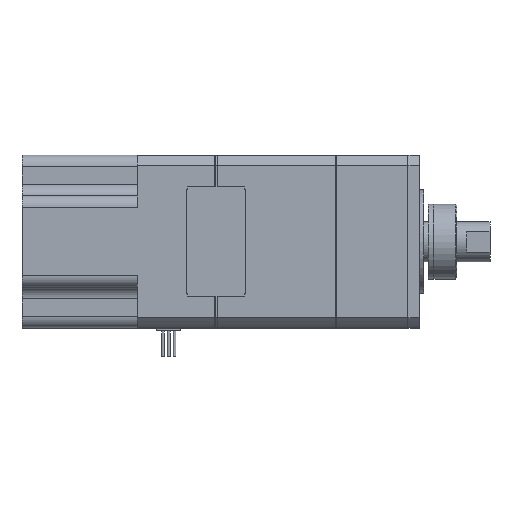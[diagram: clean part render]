
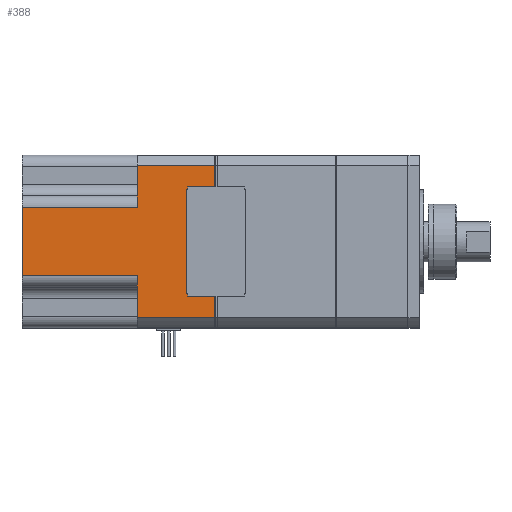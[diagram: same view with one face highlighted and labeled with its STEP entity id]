
A CAD part, top view. The second image highlights one B-rep face of the part: STEP entity #388.
In plain terms, the highlighted planar face has unit normal (0, 0, 1).
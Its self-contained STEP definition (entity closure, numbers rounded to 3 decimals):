
#388 = ADVANCED_FACE( '', ( #1032 ), #1033, .T. );
#1032 = FACE_OUTER_BOUND( '', #1791, .T. );
#1033 = PLANE( '', #1792 );
#1791 = EDGE_LOOP( '', ( #4137, #4138, #4139, #4140, #4141, #4142, #4143, #4144, #4145, #4146, #4147, #4148, #4149, #4150, #4151, #4152 ) );
#1792 = AXIS2_PLACEMENT_3D( '', #4153, #4154, #4155 );
#4137 = ORIENTED_EDGE( '', *, *, #5538, .T. );
#4138 = ORIENTED_EDGE( '', *, *, #5664, .T. );
#4139 = ORIENTED_EDGE( '', *, *, #5667, .T. );
#4140 = ORIENTED_EDGE( '', *, *, #5670, .T. );
#4141 = ORIENTED_EDGE( '', *, *, #5673, .T. );
#4142 = ORIENTED_EDGE( '', *, *, #5676, .T. );
#4143 = ORIENTED_EDGE( '', *, *, #5696, .T. );
#4144 = ORIENTED_EDGE( '', *, *, #5698, .T. );
#4145 = ORIENTED_EDGE( '', *, *, #5348, .T. );
#4146 = ORIENTED_EDGE( '', *, *, #5353, .T. );
#4147 = ORIENTED_EDGE( '', *, *, #5728, .T. );
#4148 = ORIENTED_EDGE( '', *, *, #5729, .T. );
#4149 = ORIENTED_EDGE( '', *, *, #5730, .T. );
#4150 = ORIENTED_EDGE( '', *, *, #5731, .F. );
#4151 = ORIENTED_EDGE( '', *, *, #5732, .T. );
#4152 = ORIENTED_EDGE( '', *, *, #5371, .T. );
#4153 = CARTESIAN_POINT( '', ( 0., 30., 30. ) );
#4154 = DIRECTION( '', ( 0., 0., 1. ) );
#4155 = DIRECTION( '', ( 0., 1., 0. ) );
#5348 = EDGE_CURVE( '', #6564, #6562, #6565, .T. );
#5353 = EDGE_CURVE( '', #6562, #6571, #6573, .T. );
#5371 = EDGE_CURVE( '', #6605, #6603, #6606, .T. );
#5538 = EDGE_CURVE( '', #6603, #6868, #6870, .T. );
#5664 = EDGE_CURVE( '', #6868, #7070, #7071, .T. );
#5667 = EDGE_CURVE( '', #7070, #7075, #7076, .T. );
#5670 = EDGE_CURVE( '', #7075, #7080, #7081, .T. );
#5673 = EDGE_CURVE( '', #7080, #7085, #7086, .T. );
#5676 = EDGE_CURVE( '', #7085, #7090, #7091, .T. );
#5696 = EDGE_CURVE( '', #7090, #7126, #7127, .T. );
#5698 = EDGE_CURVE( '', #7126, #6564, #7129, .T. );
#5728 = EDGE_CURVE( '', #6571, #7172, #7173, .T. );
#5729 = EDGE_CURVE( '', #7172, #7174, #7175, .T. );
#5730 = EDGE_CURVE( '', #7174, #7176, #7177, .T. );
#5731 = EDGE_CURVE( '', #7178, #7176, #7179, .T. );
#5732 = EDGE_CURVE( '', #7178, #6605, #7180, .T. );
#6562 = VERTEX_POINT( '', #8320 );
#6564 = VERTEX_POINT( '', #8322 );
#6565 = LINE( '', #8323, #8324 );
#6571 = VERTEX_POINT( '', #8333 );
#6573 = LINE( '', #8335, #8336 );
#6603 = VERTEX_POINT( '', #8380 );
#6605 = VERTEX_POINT( '', #8382 );
#6606 = LINE( '', #8383, #8384 );
#6868 = VERTEX_POINT( '', #8810 );
#6870 = LINE( '', #8813, #8814 );
#7070 = VERTEX_POINT( '', #9139 );
#7071 = LINE( '', #9140, #9141 );
#7075 = VERTEX_POINT( '', #9147 );
#7076 = LINE( '', #9148, #9149 );
#7080 = VERTEX_POINT( '', #9155 );
#7081 = LINE( '', #9156, #9157 );
#7085 = VERTEX_POINT( '', #9163 );
#7086 = LINE( '', #9164, #9165 );
#7090 = VERTEX_POINT( '', #9171 );
#7091 = LINE( '', #9172, #9173 );
#7126 = VERTEX_POINT( '', #9227 );
#7127 = LINE( '', #9228, #9229 );
#7129 = LINE( '', #9232, #9233 );
#7172 = VERTEX_POINT( '', #9305 );
#7173 = LINE( '', #9306, #9307 );
#7174 = VERTEX_POINT( '', #9308 );
#7175 = LINE( '', #9309, #9310 );
#7176 = VERTEX_POINT( '', #9311 );
#7177 = LINE( '', #9312, #9313 );
#7178 = VERTEX_POINT( '', #9314 );
#7179 = LINE( '', #9315, #9316 );
#7180 = LINE( '', #9317, #9318 );
#8320 = CARTESIAN_POINT( '', ( -71., 26.458, 30. ) );
#8322 = CARTESIAN_POINT( '', ( -71., 19., 30. ) );
#8323 = CARTESIAN_POINT( '', ( -71., 32.5, 30. ) );
#8324 = VECTOR( '', #10496, 1. );
#8333 = CARTESIAN_POINT( '', ( -98., 26.458, 30. ) );
#8335 = CARTESIAN_POINT( '', ( -49., 26.458, 30. ) );
#8336 = VECTOR( '', #10503, 1. );
#8380 = CARTESIAN_POINT( '', ( -71., -26.458, 30. ) );
#8382 = CARTESIAN_POINT( '', ( -98., -26.458, 30. ) );
#8383 = CARTESIAN_POINT( '', ( -49., -26.458, 30. ) );
#8384 = VECTOR( '', #10527, 1. );
#8810 = CARTESIAN_POINT( '', ( -71., -19., 30. ) );
#8813 = CARTESIAN_POINT( '', ( -71., 5.5, 30. ) );
#8814 = VECTOR( '', #10696, 1. );
#9139 = CARTESIAN_POINT( '', ( -80.5, -19., 30. ) );
#9140 = CARTESIAN_POINT( '', ( -40.25, -19., 30. ) );
#9141 = VECTOR( '', #10822, 1. );
#9147 = CARTESIAN_POINT( '', ( -80.5, -18.027, 30. ) );
#9148 = CARTESIAN_POINT( '', ( -80.5, 5.987, 30. ) );
#9149 = VECTOR( '', #10825, 1. );
#9155 = CARTESIAN_POINT( '', ( -80.8, -18.027, 30. ) );
#9156 = CARTESIAN_POINT( '', ( -40.4, -18.027, 30. ) );
#9157 = VECTOR( '', #10828, 1. );
#9163 = CARTESIAN_POINT( '', ( -80.8, 18.028, 30. ) );
#9164 = CARTESIAN_POINT( '', ( -80.8, 24.014, 30. ) );
#9165 = VECTOR( '', #10831, 1. );
#9171 = CARTESIAN_POINT( '', ( -80.5, 18.028, 30. ) );
#9172 = CARTESIAN_POINT( '', ( -40.25, 18.028, 30. ) );
#9173 = VECTOR( '', #10834, 1. );
#9227 = CARTESIAN_POINT( '', ( -80.5, 19., 30. ) );
#9228 = CARTESIAN_POINT( '', ( -80.5, 24.5, 30. ) );
#9229 = VECTOR( '', #10854, 1. );
#9232 = CARTESIAN_POINT( '', ( -35.5, 19., 30. ) );
#9233 = VECTOR( '', #10856, 1. );
#9305 = CARTESIAN_POINT( '', ( -98., 11.9, 30. ) );
#9306 = CARTESIAN_POINT( '', ( -98., 30., 30. ) );
#9307 = VECTOR( '', #10886, 1. );
#9308 = CARTESIAN_POINT( '', ( -138., 11.9, 30. ) );
#9309 = CARTESIAN_POINT( '', ( -98., 11.9, 30. ) );
#9310 = VECTOR( '', #10887, 1. );
#9311 = CARTESIAN_POINT( '', ( -138., -11.9, 30. ) );
#9312 = CARTESIAN_POINT( '', ( -138., 11.9, 30. ) );
#9313 = VECTOR( '', #10888, 1. );
#9314 = CARTESIAN_POINT( '', ( -98., -11.9, 30. ) );
#9315 = CARTESIAN_POINT( '', ( -98., -11.9, 30. ) );
#9316 = VECTOR( '', #10889, 1. );
#9317 = CARTESIAN_POINT( '', ( -98., 30., 30. ) );
#9318 = VECTOR( '', #10890, 1. );
#10496 = DIRECTION( '', ( 0., 1., 0. ) );
#10503 = DIRECTION( '', ( -1., 0., 0. ) );
#10527 = DIRECTION( '', ( 1., 0., 0. ) );
#10696 = DIRECTION( '', ( 0., 1., 0. ) );
#10822 = DIRECTION( '', ( -1., 0., 0. ) );
#10825 = DIRECTION( '', ( 0., 1., 0. ) );
#10828 = DIRECTION( '', ( -1., 0., 0. ) );
#10831 = DIRECTION( '', ( 0., 1., 0. ) );
#10834 = DIRECTION( '', ( 1., 0., 0. ) );
#10854 = DIRECTION( '', ( 0., 1., 0. ) );
#10856 = DIRECTION( '', ( 1., 0., 0. ) );
#10886 = DIRECTION( '', ( 0., -1., 0. ) );
#10887 = DIRECTION( '', ( -1., 0., 0. ) );
#10888 = DIRECTION( '', ( 0., -1., 0. ) );
#10889 = DIRECTION( '', ( -1., 0., 0. ) );
#10890 = DIRECTION( '', ( 0., -1., 0. ) );
